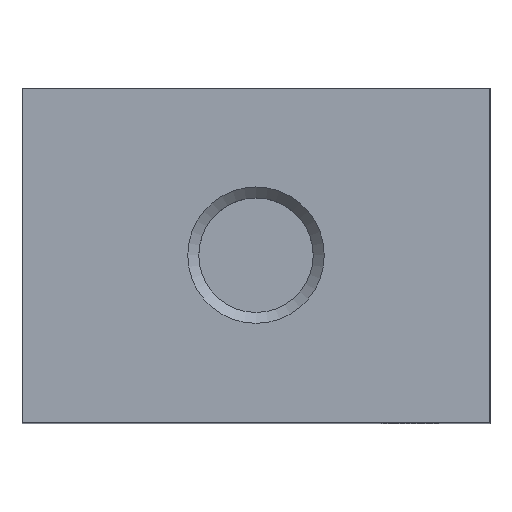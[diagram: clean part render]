
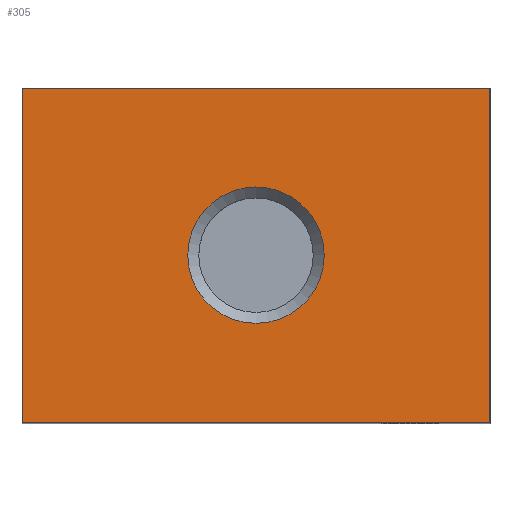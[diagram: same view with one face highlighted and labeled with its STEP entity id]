
A CAD part, top view. The second image highlights one B-rep face of the part: STEP entity #305.
In plain terms, the highlighted planar face has unit normal (0, 0, 1).
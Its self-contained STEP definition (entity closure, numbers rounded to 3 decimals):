
#94=CARTESIAN_POINT('',(5.1,0.,46.));
#95=VERTEX_POINT('',#94);
#96=CARTESIAN_POINT('',(0.,0.,46.));
#97=DIRECTION('',(0.0,0.0,-1.0));
#98=DIRECTION('',(1.0,0.0,0.0));
#99=AXIS2_PLACEMENT_3D('',#96,#97,#98);
#100=CIRCLE('',#99,5.1);
#101=EDGE_CURVE('',#95,#95,#100,.T.);
#172=CARTESIAN_POINT('',(17.5,12.5,46.));
#173=VERTEX_POINT('',#172);
#174=CARTESIAN_POINT('',(17.5,-12.5,46.));
#175=VERTEX_POINT('',#174);
#176=CARTESIAN_POINT('',(17.5,12.5,46.));
#177=DIRECTION('',(0.0,-1.0,0.0));
#178=VECTOR('',#177,25.);
#179=LINE('',#176,#178);
#180=EDGE_CURVE('',#173,#175,#179,.T.);
#212=CARTESIAN_POINT('',(-17.5,-12.5,46.));
#213=VERTEX_POINT('',#212);
#214=CARTESIAN_POINT('',(17.5,-12.5,46.));
#215=DIRECTION('',(-1.0,0.0,0.0));
#216=VECTOR('',#215,35.);
#217=LINE('',#214,#216);
#218=EDGE_CURVE('',#175,#213,#217,.T.);
#243=CARTESIAN_POINT('',(-17.5,12.5,46.));
#244=VERTEX_POINT('',#243);
#245=CARTESIAN_POINT('',(-17.5,-12.5,46.));
#246=DIRECTION('',(0.0,1.0,0.0));
#247=VECTOR('',#246,25.);
#248=LINE('',#245,#247);
#249=EDGE_CURVE('',#213,#244,#248,.T.);
#274=CARTESIAN_POINT('',(-17.5,12.5,46.));
#275=DIRECTION('',(1.0,0.0,0.0));
#276=VECTOR('',#275,35.);
#277=LINE('',#274,#276);
#278=EDGE_CURVE('',#244,#173,#277,.T.);
#291=CARTESIAN_POINT('',(0.0,0.,46.));
#292=DIRECTION('',(0.0,0.0,1.0));
#293=DIRECTION('',(1.0,0.0,0.0));
#294=AXIS2_PLACEMENT_3D('',#291,#292,#293);
#295=PLANE('',#294);
#296=ORIENTED_EDGE('',*,*,#180,.F.);
#297=ORIENTED_EDGE('',*,*,#278,.F.);
#298=ORIENTED_EDGE('',*,*,#249,.F.);
#299=ORIENTED_EDGE('',*,*,#218,.F.);
#300=EDGE_LOOP('',(#296,#297,#298,#299));
#301=FACE_OUTER_BOUND('',#300,.T.);
#302=ORIENTED_EDGE('',*,*,#101,.T.);
#303=EDGE_LOOP('',(#302));
#304=FACE_BOUND('',#303,.T.);
#305=ADVANCED_FACE('',(#301,#304),#295,.T.);
